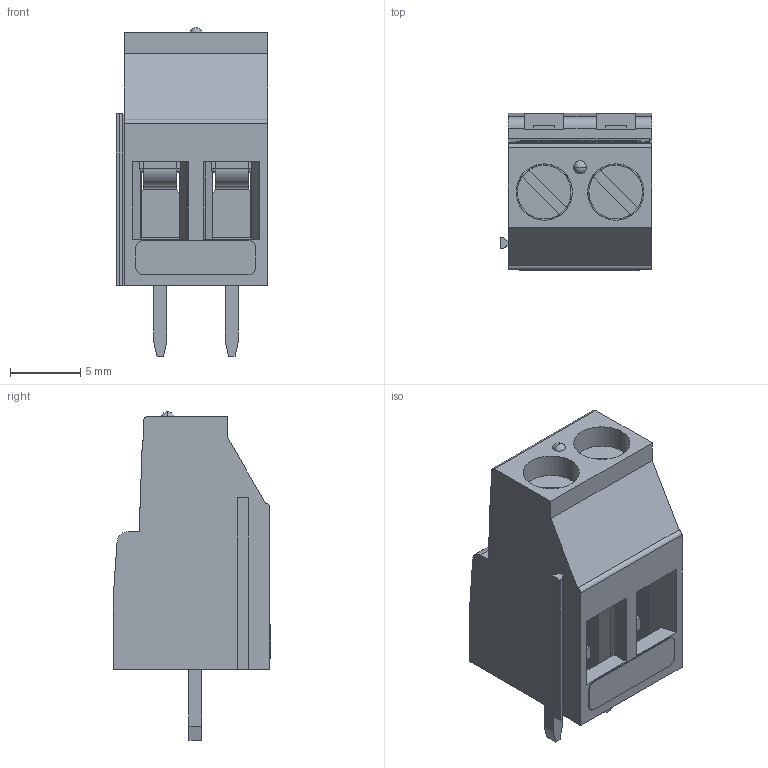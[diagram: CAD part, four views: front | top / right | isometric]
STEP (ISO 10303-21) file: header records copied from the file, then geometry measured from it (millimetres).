
FILE_DESCRIPTION(('FreeCAD Model'),'2;1');
FILE_NAME('Open CASCADE Shape Model','2025-11-05T19:32:48',(''),(''), 'Open CASCADE STEP processor 7.8','FreeCAD','Unknown');
FILE_SCHEMA(('AUTOMOTIVE_DESIGN { 1 0 10303 214 1 1 1 1 }'));
Length unit declared in the file: millimetre
Products named in the file (9): Assembly; 1711725_1; SOLID; SOLID001; SOLID002; SOLID003; SOLID004; SOLID005; SOLID006
Assembly tree (8 placements, depth 3):
  Assembly
    1711725_1
      SOLID
      SOLID001
      SOLID002
      SOLID003
      SOLID004
      SOLID005
      SOLID006
Bounding box: 10.73 x 11.18 x 23.3 mm (x, y, z)
Volume: 1178.2 mm3; surface area: 2656.9 mm2
Topology: 7 solids, 7 shells, 711 faces, 1987 edges, 1316 vertices
Faces by surface type: plane 547, cylinder 105, extrusion 54, bspline 3, sphere 2
Entity records: 24133 total; most frequent: CARTESIAN_POINT 5677, ORIENTED_EDGE 3974, DIRECTION 3449, EDGE_CURVE 1987, VECTOR 1635, LINE 1581, VERTEX_POINT 1316, AXIS2_PLACEMENT_3D 907
